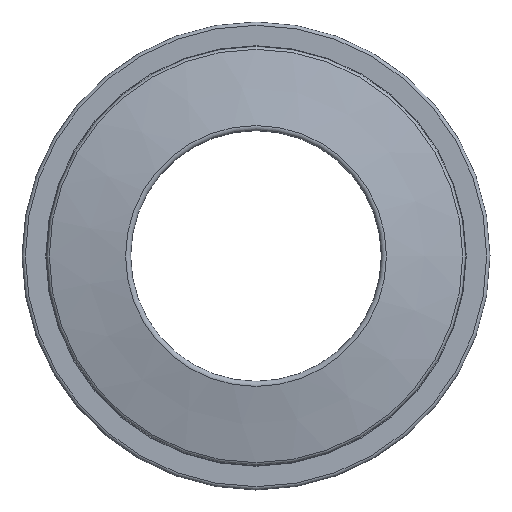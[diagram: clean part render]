
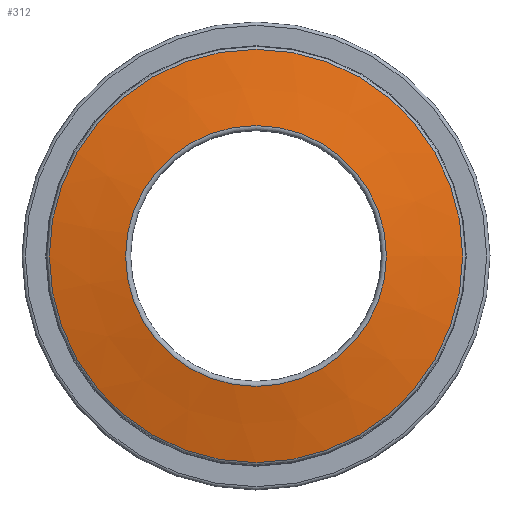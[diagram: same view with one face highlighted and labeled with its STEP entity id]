
A CAD part, front view. The second image highlights one B-rep face of the part: STEP entity #312.
In plain terms, the highlighted conical face has half-angle 78.109 degrees and reference radius 20.168 mm.
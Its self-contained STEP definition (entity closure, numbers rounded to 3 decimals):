
#46=FACE_OUTER_BOUND('',#66,.T.);
#66=EDGE_LOOP('',(#279,#280,#281,#282,#283,#284));
#76=LINE('',#605,#85);
#85=VECTOR('',#508,20.168);
#117=CIRCLE('',#384,24.732);
#119=CIRCLE('',#386,24.732);
#120=CIRCLE('',#388,15.603);
#121=CIRCLE('',#389,15.603);
#149=VERTEX_POINT('',#595);
#150=VERTEX_POINT('',#596);
#151=VERTEX_POINT('',#601);
#152=VERTEX_POINT('',#602);
#192=EDGE_CURVE('',#149,#150,#117,.T.);
#194=EDGE_CURVE('',#150,#149,#119,.T.);
#195=EDGE_CURVE('',#151,#152,#120,.T.);
#196=EDGE_CURVE('',#152,#151,#121,.T.);
#197=EDGE_CURVE('',#152,#150,#76,.T.);
#279=ORIENTED_EDGE('',*,*,#195,.F.);
#280=ORIENTED_EDGE('',*,*,#196,.F.);
#281=ORIENTED_EDGE('',*,*,#197,.T.);
#282=ORIENTED_EDGE('',*,*,#194,.T.);
#283=ORIENTED_EDGE('',*,*,#192,.T.);
#284=ORIENTED_EDGE('',*,*,#197,.F.);
#295=CONICAL_SURFACE('',#387,20.168,1.363);
#312=ADVANCED_FACE('',(#46),#295,.T.);
#384=AXIS2_PLACEMENT_3D('',#597,#496,#497);
#386=AXIS2_PLACEMENT_3D('',#599,#500,#501);
#387=AXIS2_PLACEMENT_3D('',#600,#502,#503);
#388=AXIS2_PLACEMENT_3D('',#603,#504,#505);
#389=AXIS2_PLACEMENT_3D('',#604,#506,#507);
#496=DIRECTION('center_axis',(0.,-1.,0.));
#497=DIRECTION('ref_axis',(1.,0.,0.));
#500=DIRECTION('center_axis',(0.,-1.,0.));
#501=DIRECTION('ref_axis',(1.,0.,0.));
#502=DIRECTION('center_axis',(0.,1.,0.));
#503=DIRECTION('ref_axis',(-1.,0.,0.));
#504=DIRECTION('center_axis',(0.,-1.,0.));
#505=DIRECTION('ref_axis',(1.,0.,0.));
#506=DIRECTION('center_axis',(0.,-1.,0.));
#507=DIRECTION('ref_axis',(1.,0.,0.));
#508=DIRECTION('',(0.979,0.206,0.));
#595=CARTESIAN_POINT('',(0.,1.933,24.732));
#596=CARTESIAN_POINT('',(24.732,1.933,0.));
#597=CARTESIAN_POINT('Origin',(0.,1.933,0.));
#599=CARTESIAN_POINT('Origin',(0.,1.933,0.));
#600=CARTESIAN_POINT('Origin',(0.,0.972,0.));
#601=CARTESIAN_POINT('',(0.,0.011,15.603));
#602=CARTESIAN_POINT('',(15.603,0.011,0.));
#603=CARTESIAN_POINT('Origin',(0.,0.011,0.));
#604=CARTESIAN_POINT('Origin',(0.,0.011,0.));
#605=CARTESIAN_POINT('',(20.168,0.972,0.));
